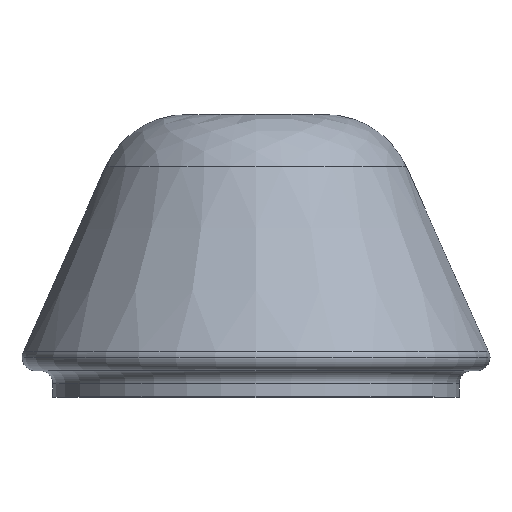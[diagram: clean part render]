
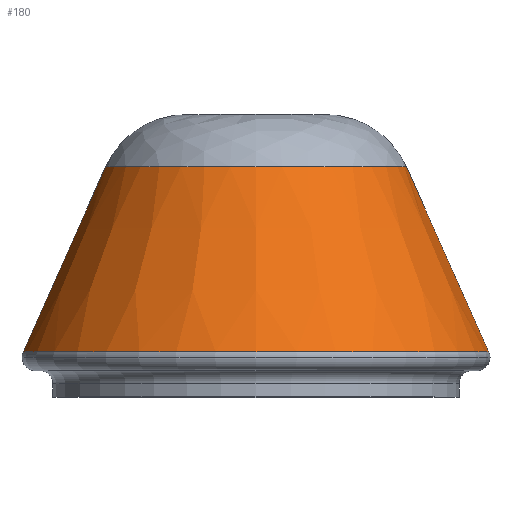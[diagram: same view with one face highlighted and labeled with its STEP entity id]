
A CAD part, top view. The second image highlights one B-rep face of the part: STEP entity #180.
In plain terms, the highlighted conical face has half-angle 24 degrees and reference radius 4.452 mm.
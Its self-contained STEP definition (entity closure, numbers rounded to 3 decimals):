
#70=CARTESIAN_POINT('POINT5',(-131.852,
   25.551,0.));
#71=VERTEX_POINT('VERTEX5',#70);
#74=CARTESIAN_POINT('POINT6',(131.852,25.551
   ,0.));
#75=VERTEX_POINT('VERTEX6',#74);
#90=CARTESIAN_POINT('POS10',(0.,25.551,0.));
#91=DIRECTION('DIR19',(0.,-1.,0.));
#92=DIRECTION('DIR20',(1.,0.,0.));
#93=AXIS2_PLACEMENT_3D('AXIS10',#90,#91,#92);
#94=CIRCLE('ELLIPSE8',#93,131.852);
#95=EDGE_CURVE('EDGE10',#75,#71,#94,.T.);
#132=CARTESIAN_POINT('POINT9',(-85.198,
   130.337,0.));
#133=VERTEX_POINT('VERTEX9',#132);
#134=CARTESIAN_POINT('POS14',(-131.852,
   25.551,0.));
#135=DIRECTION('DIR27',(0.407,0.914,
   0.));
#136=VECTOR('VEC1',#135,10.);
#137=LINE('STRAIGHT1',#134,#136);
#138=EDGE_CURVE('EDGE13',#71,#133,#137,.T.);
#140=CARTESIAN_POINT('POINT10',(85.198,
   130.337,0.));
#141=VERTEX_POINT('VERTEX10',#140);
#149=CARTESIAN_POINT('POS16',(131.852,25.551
   ,0.));
#150=DIRECTION('DIR30',(-0.407,0.914,
   0.));
#151=VECTOR('VEC2',#150,10.);
#152=LINE('STRAIGHT2',#149,#151);
#153=EDGE_CURVE('EDGE15',#75,#141,#152,.T.);
#163=CARTESIAN_POINT('POS18',(0.,130.337,0.));
#164=DIRECTION('DIR33',(0.,-1.,0.));
#165=DIRECTION('DIR34',(1.,0.,0.));
#166=AXIS2_PLACEMENT_3D('AXIS16',#163,#164,#165);
#167=CIRCLE('ELLIPSE12',#166,85.198);
#168=EDGE_CURVE('EDGE16',#141,#133,#167,.T.);
#169=ORIENTED_EDGE('COEDGE25',*,*,#168,.T.);
#170=ORIENTED_EDGE('COEDGE26',*,*,#138,.F.);
#171=ORIENTED_EDGE('COEDGE27',*,*,#95,.F.);
#172=ORIENTED_EDGE('COEDGE28',*,*,#153,.T.);
#173=EDGE_LOOP('NONE',(#169,#170,#171,#172));
#174=FACE_BOUND('LOOP1',#173,.T.);
#175=CARTESIAN_POINT('POS19',(0.,311.694,0.));
#176=DIRECTION('DIR35',(0.,-1.,0.));
#177=DIRECTION('DIR36',(-1.,0.,0.));
#178=AXIS2_PLACEMENT_3D('AXIS17',#175,#176,#177);
#179=CONICAL_SURFACE('CONE_SURF2',#178,4.452,
   0.419);
#180=ADVANCED_FACE('FACE7',(#174),#179,.T.);
